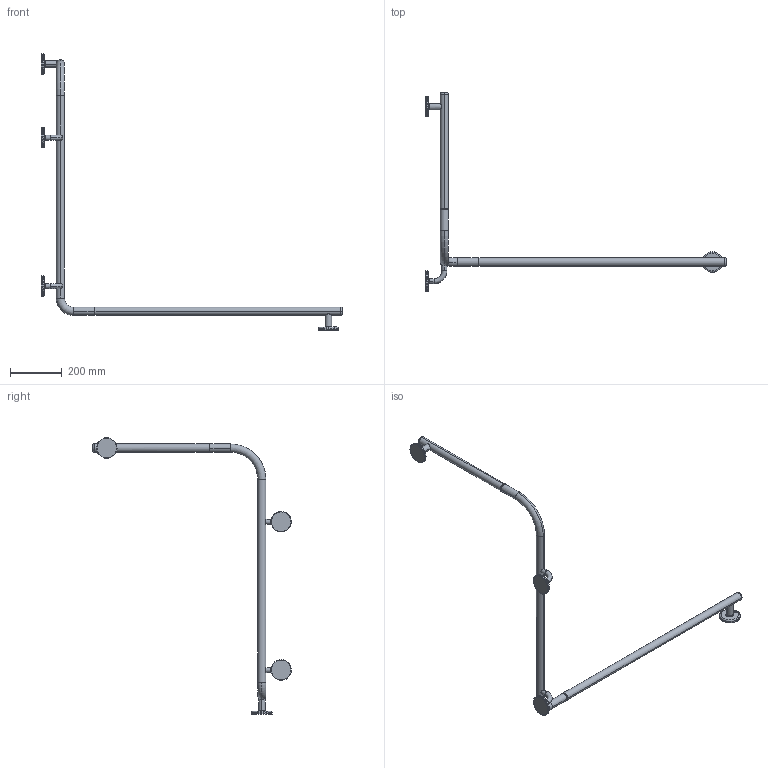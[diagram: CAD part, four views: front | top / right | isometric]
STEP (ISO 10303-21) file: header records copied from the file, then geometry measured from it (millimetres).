
FILE_DESCRIPTION (( 'STEP AP214' ), '1' );
FILE_NAME ('STEP - RL 116M RH - 2266553.STEP', '2023-10-19T23:16:18', ( '' ), ( '' ), 'SwSTEP 2.0', 'SolidWorks 2023', '' );
FILE_SCHEMA (( 'AUTOMOTIVE_DESIGN' ));
Length unit declared in the file: millimetre
Products named in the file (1): STEP - RL 116M RH - 2266553
Bounding box: 1165.4 x 769.78 x 1069.8 mm (x, y, z)
Volume: 2321509.2 mm3; surface area: 379437.1 mm2
Topology: 1 solids, 1 shells, 446 faces, 1282 edges, 842 vertices
Faces by surface type: cone 136, plane 124, cylinder 98, torus 80, sphere 8
Entity records: 16447 total; most frequent: CARTESIAN_POINT 4727, ORIENTED_EDGE 2564, DIRECTION 2458, EDGE_CURVE 1282, AXIS2_PLACEMENT_3D 1153, VERTEX_POINT 842, CIRCLE 706, EDGE_LOOP 546
